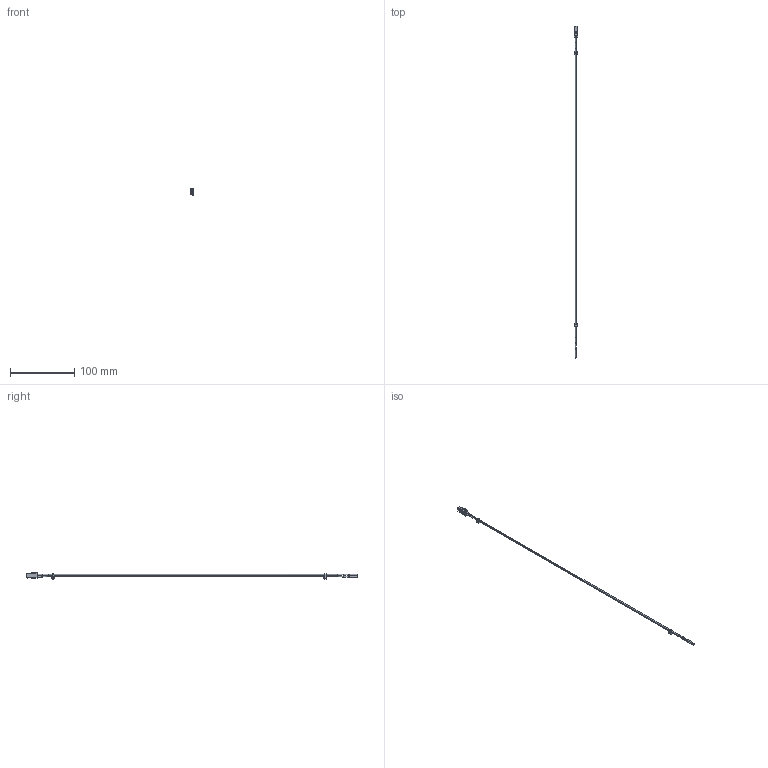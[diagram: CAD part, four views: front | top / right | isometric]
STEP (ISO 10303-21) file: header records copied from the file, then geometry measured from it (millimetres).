
FILE_DESCRIPTION(/* description */ (''),/* implementation_level */ '2;1');
FILE_NAME(/* name */ 'ECM302202RW.stp',/* time_stamp */ '2025-10-21T13:44:41-05:00',/* author */ ('mroman'),/* organization */ (''),/* preprocessor_version */ 'ST-DEVELOPER v18.1',/* originating_system */ 'Autodesk Inventor 2022',/* authorisation */ '');
FILE_SCHEMA (('AUTOMOTIVE_DESIGN { 1 0 10303 214 3 1 1 }'));
Length unit declared in the file: inch
Products named in the file (1): ECM302202RW
Bounding box: 6.03 x 517.2 x 9.74 mm (x, y, z)
Volume: 2469.4 mm3; surface area: 6460.6 mm2
Topology: 5 solids, 5 shells, 643 faces, 1748 edges, 1080 vertices
Faces by surface type: plane 333, cylinder 184, bspline 50, torus 34, sphere 24, cone 18
Full cylindrical faces by diameter (mm): 0.762 x2, 1.575 x12
Entity records: 27225 total; most frequent: CARTESIAN_POINT 11154, ORIENTED_EDGE 3472, DIRECTION 3212, EDGE_CURVE 1736, LINE 1084, VECTOR 1084, VERTEX_POINT 1080, AXIS2_PLACEMENT_3D 1064
